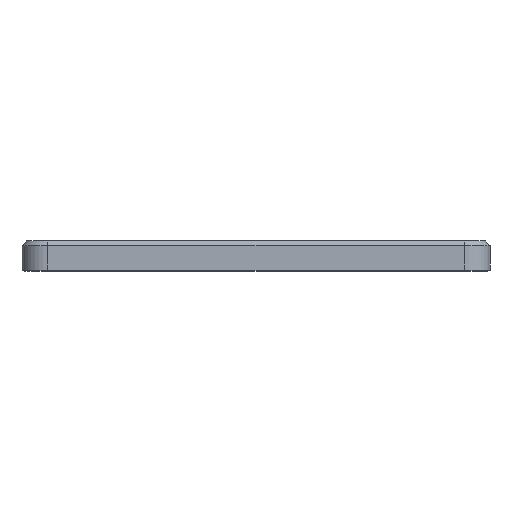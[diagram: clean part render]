
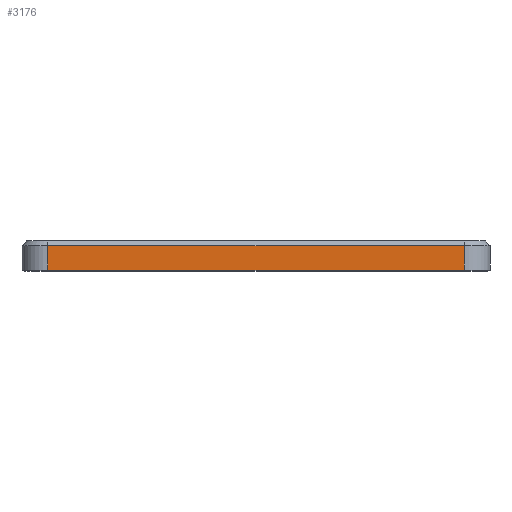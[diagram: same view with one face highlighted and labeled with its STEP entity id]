
A CAD part, front view. The second image highlights one B-rep face of the part: STEP entity #3176.
In plain terms, the highlighted planar face has unit normal (0, -1, 0).
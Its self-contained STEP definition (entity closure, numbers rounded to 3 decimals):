
#268=FACE_OUTER_BOUND('',#471,.T.);
#471=EDGE_LOOP('',(#2747,#2748,#2749,#2750));
#867=LINE('',#5157,#1195);
#926=LINE('',#5297,#1254);
#932=LINE('',#5309,#1260);
#933=LINE('',#5310,#1261);
#1195=VECTOR('',#4177,10.);
#1254=VECTOR('',#4350,10.);
#1260=VECTOR('',#4366,10.);
#1261=VECTOR('',#4367,10.);
#1523=VERTEX_POINT('',#5151);
#1524=VERTEX_POINT('',#5155);
#1548=VERTEX_POINT('',#5295);
#1549=VERTEX_POINT('',#5308);
#1898=EDGE_CURVE('',#1523,#1524,#867,.T.);
#1969=EDGE_CURVE('',#1548,#1523,#926,.T.);
#1975=EDGE_CURVE('',#1548,#1549,#932,.T.);
#1976=EDGE_CURVE('',#1549,#1524,#933,.T.);
#2747=ORIENTED_EDGE('',*,*,#1898,.F.);
#2748=ORIENTED_EDGE('',*,*,#1969,.F.);
#2749=ORIENTED_EDGE('',*,*,#1975,.T.);
#2750=ORIENTED_EDGE('',*,*,#1976,.T.);
#2999=PLANE('',#3493);
#3176=ADVANCED_FACE('',(#268),#2999,.T.);
#3493=AXIS2_PLACEMENT_3D('',#5307,#4364,#4365);
#4177=DIRECTION('',(1.,0.,0.));
#4350=DIRECTION('',(0.,0.,1.));
#4364=DIRECTION('center_axis',(0.,-1.,0.));
#4365=DIRECTION('ref_axis',(1.,0.,0.));
#4366=DIRECTION('',(1.,0.,0.));
#4367=DIRECTION('',(0.,0.,1.));
#5151=CARTESIAN_POINT('',(45.95,-47.221,0.1));
#5155=CARTESIAN_POINT('',(131.95,-47.221,0.1));
#5157=CARTESIAN_POINT('',(67.45,-47.221,0.1));
#5295=CARTESIAN_POINT('',(45.95,-47.221,-4.9));
#5297=CARTESIAN_POINT('',(45.95,-47.221,-5.1));
#5307=CARTESIAN_POINT('Origin',(45.95,-47.221,-5.1));
#5308=CARTESIAN_POINT('',(131.95,-47.221,-4.9));
#5309=CARTESIAN_POINT('',(67.45,-47.221,-4.9));
#5310=CARTESIAN_POINT('',(131.95,-47.221,-5.1));
